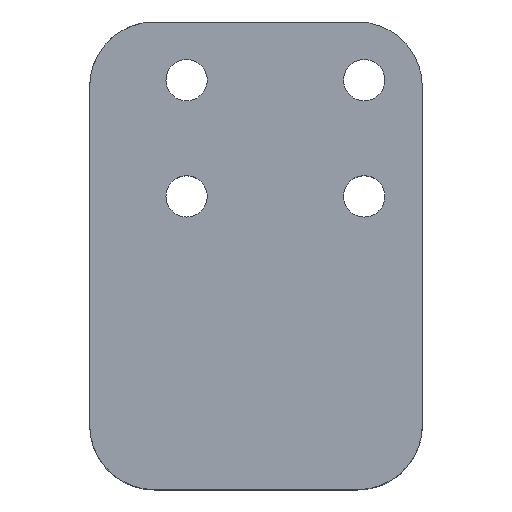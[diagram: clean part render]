
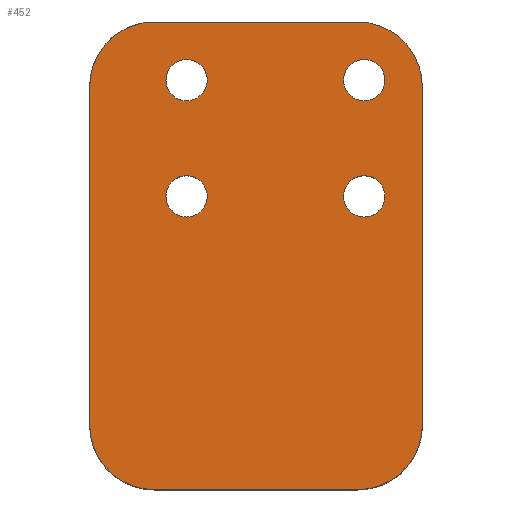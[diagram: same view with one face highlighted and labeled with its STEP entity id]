
A CAD part, top view. The second image highlights one B-rep face of the part: STEP entity #452.
In plain terms, the highlighted planar face has unit normal (0, 0, 1).
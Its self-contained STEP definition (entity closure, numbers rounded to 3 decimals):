
#18=FACE_BOUND('',#68,.T.);
#19=FACE_BOUND('',#69,.T.);
#20=FACE_BOUND('',#70,.T.);
#21=FACE_BOUND('',#71,.T.);
#30=PLANE('',#496);
#42=FACE_OUTER_BOUND('',#67,.T.);
#67=EDGE_LOOP('',(#320,#321,#322,#323,#324,#325,#326,#327));
#68=EDGE_LOOP('',(#328));
#69=EDGE_LOOP('',(#329));
#70=EDGE_LOOP('',(#330));
#71=EDGE_LOOP('',(#331));
#109=LINE('',#701,#146);
#111=LINE('',#705,#148);
#112=LINE('',#709,#149);
#113=LINE('',#713,#150);
#146=VECTOR('',#561,10.);
#148=VECTOR('',#565,10.);
#149=VECTOR('',#568,10.);
#150=VECTOR('',#571,10.);
#178=CIRCLE('',#489,5.);
#180=CIRCLE('',#497,5.);
#181=CIRCLE('',#498,5.);
#182=CIRCLE('',#499,5.);
#183=CIRCLE('',#500,1.6);
#184=CIRCLE('',#501,1.6);
#185=CIRCLE('',#502,1.6);
#186=CIRCLE('',#503,1.6);
#198=VERTEX_POINT('',#679);
#199=VERTEX_POINT('',#680);
#207=VERTEX_POINT('',#700);
#208=VERTEX_POINT('',#704);
#209=VERTEX_POINT('',#706);
#210=VERTEX_POINT('',#708);
#211=VERTEX_POINT('',#710);
#212=VERTEX_POINT('',#712);
#213=VERTEX_POINT('',#715);
#214=VERTEX_POINT('',#717);
#215=VERTEX_POINT('',#719);
#216=VERTEX_POINT('',#721);
#240=EDGE_CURVE('',#198,#199,#178,.T.);
#250=EDGE_CURVE('',#199,#207,#109,.T.);
#252=EDGE_CURVE('',#208,#198,#111,.T.);
#253=EDGE_CURVE('',#209,#208,#180,.T.);
#254=EDGE_CURVE('',#210,#209,#112,.T.);
#255=EDGE_CURVE('',#211,#210,#181,.T.);
#256=EDGE_CURVE('',#211,#212,#113,.T.);
#257=EDGE_CURVE('',#207,#212,#182,.T.);
#258=EDGE_CURVE('',#213,#213,#183,.T.);
#259=EDGE_CURVE('',#214,#214,#184,.T.);
#260=EDGE_CURVE('',#215,#215,#185,.T.);
#261=EDGE_CURVE('',#216,#216,#186,.T.);
#320=ORIENTED_EDGE('',*,*,#240,.F.);
#321=ORIENTED_EDGE('',*,*,#252,.F.);
#322=ORIENTED_EDGE('',*,*,#253,.F.);
#323=ORIENTED_EDGE('',*,*,#254,.F.);
#324=ORIENTED_EDGE('',*,*,#255,.F.);
#325=ORIENTED_EDGE('',*,*,#256,.T.);
#326=ORIENTED_EDGE('',*,*,#257,.F.);
#327=ORIENTED_EDGE('',*,*,#250,.F.);
#328=ORIENTED_EDGE('',*,*,#258,.F.);
#329=ORIENTED_EDGE('',*,*,#259,.F.);
#330=ORIENTED_EDGE('',*,*,#260,.F.);
#331=ORIENTED_EDGE('',*,*,#261,.F.);
#452=ADVANCED_FACE('',(#42,#18,#19,#20,#21),#30,.F.);
#489=AXIS2_PLACEMENT_3D('',#681,#542,#543);
#496=AXIS2_PLACEMENT_3D('',#703,#563,#564);
#497=AXIS2_PLACEMENT_3D('',#707,#566,#567);
#498=AXIS2_PLACEMENT_3D('',#711,#569,#570);
#499=AXIS2_PLACEMENT_3D('',#714,#572,#573);
#500=AXIS2_PLACEMENT_3D('',#716,#574,#575);
#501=AXIS2_PLACEMENT_3D('',#718,#576,#577);
#502=AXIS2_PLACEMENT_3D('',#720,#578,#579);
#503=AXIS2_PLACEMENT_3D('',#722,#580,#581);
#542=DIRECTION('center_axis',(0.,0.,-1.));
#543=DIRECTION('ref_axis',(-0.707,-0.707,0.));
#561=DIRECTION('',(0.,1.,0.));
#563=DIRECTION('center_axis',(0.,0.,-1.));
#564=DIRECTION('ref_axis',(-1.,0.,0.));
#565=DIRECTION('',(-1.,0.,0.));
#566=DIRECTION('center_axis',(0.,0.,-1.));
#567=DIRECTION('ref_axis',(0.707,-0.707,0.));
#568=DIRECTION('',(0.,-1.,0.));
#569=DIRECTION('center_axis',(0.,0.,-1.));
#570=DIRECTION('ref_axis',(0.707,0.707,0.));
#571=DIRECTION('',(-1.,0.,0.));
#572=DIRECTION('center_axis',(0.,0.,-1.));
#573=DIRECTION('ref_axis',(-0.707,0.707,0.));
#574=DIRECTION('center_axis',(0.,0.,1.));
#575=DIRECTION('ref_axis',(-1.,0.,0.));
#576=DIRECTION('center_axis',(0.,0.,1.));
#577=DIRECTION('ref_axis',(-1.,0.,0.));
#578=DIRECTION('center_axis',(0.,0.,1.));
#579=DIRECTION('ref_axis',(-1.,0.,0.));
#580=DIRECTION('center_axis',(0.,0.,1.));
#581=DIRECTION('ref_axis',(-1.,0.,0.));
#679=CARTESIAN_POINT('',(-2.5,-39.5,33.8));
#680=CARTESIAN_POINT('',(-7.5,-34.5,33.8));
#681=CARTESIAN_POINT('Origin',(-2.5,-34.5,33.8));
#700=CARTESIAN_POINT('',(-7.5,-8.3,33.8));
#701=CARTESIAN_POINT('',(-7.5,-39.5,33.8));
#703=CARTESIAN_POINT('Origin',(6.875,-12.4,33.8));
#704=CARTESIAN_POINT('',(13.25,-39.5,33.8));
#705=CARTESIAN_POINT('',(12.563,-39.5,33.8));
#706=CARTESIAN_POINT('',(18.25,-34.5,33.8));
#707=CARTESIAN_POINT('Origin',(13.25,-34.5,33.8));
#708=CARTESIAN_POINT('',(18.25,-8.3,33.8));
#709=CARTESIAN_POINT('',(18.25,-3.3,33.8));
#710=CARTESIAN_POINT('',(13.25,-3.3,33.8));
#711=CARTESIAN_POINT('Origin',(13.25,-8.3,33.8));
#712=CARTESIAN_POINT('',(-2.5,-3.3,33.8));
#713=CARTESIAN_POINT('',(-4.5,-3.3,33.8));
#714=CARTESIAN_POINT('Origin',(-2.5,-8.3,33.8));
#715=CARTESIAN_POINT('',(15.35,-7.8,33.8));
#716=CARTESIAN_POINT('Origin',(13.75,-7.8,33.8));
#717=CARTESIAN_POINT('',(1.6,-16.8,33.8));
#718=CARTESIAN_POINT('Origin',(0.,-16.8,33.8));
#719=CARTESIAN_POINT('',(15.35,-16.8,33.8));
#720=CARTESIAN_POINT('Origin',(13.75,-16.8,33.8));
#721=CARTESIAN_POINT('',(1.6,-7.8,33.8));
#722=CARTESIAN_POINT('Origin',(0.,-7.8,33.8));
